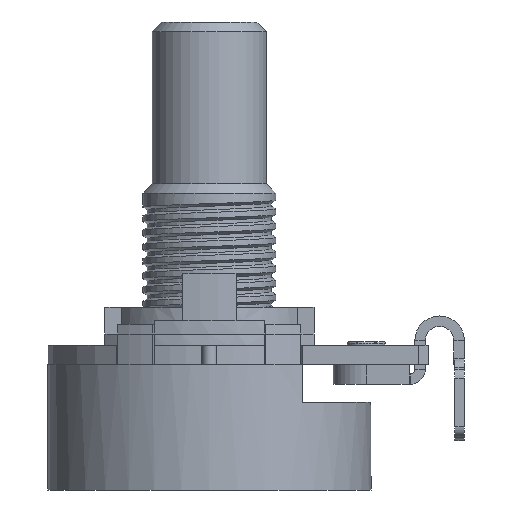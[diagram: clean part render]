
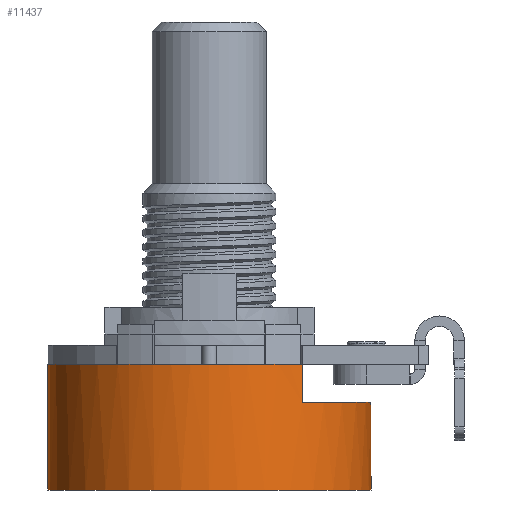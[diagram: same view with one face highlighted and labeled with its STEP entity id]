
A CAD part, left-side view. The second image highlights one B-rep face of the part: STEP entity #11437.
In plain terms, the highlighted cylindrical face has radius 8.5 mm (diameter 17 mm), a full revolution.
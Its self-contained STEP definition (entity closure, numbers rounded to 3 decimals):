
#10244 = VERTEX_POINT('',#10245);
#10245 = CARTESIAN_POINT('',(-7.965,2.969,-1.));
#10685 = EDGE_CURVE('',#10686,#10244,#10688,.T.);
#10686 = VERTEX_POINT('',#10687);
#10687 = CARTESIAN_POINT('',(-7.006,4.814,-1.));
#10688 = CIRCLE('',#10689,8.5);
#10689 = AXIS2_PLACEMENT_3D('',#10690,#10691,#10692);
#10690 = CARTESIAN_POINT('',(0.,0.,-1.));
#10691 = DIRECTION('',(0.,0.,1.));
#10692 = DIRECTION('',(1.,0.,0.));
#10717 = EDGE_CURVE('',#10686,#10718,#10720,.T.);
#10718 = VERTEX_POINT('',#10719);
#10719 = CARTESIAN_POINT('',(7.006,4.814,-1.));
#10720 = CIRCLE('',#10721,8.5);
#10721 = AXIS2_PLACEMENT_3D('',#10722,#10723,#10724);
#10722 = CARTESIAN_POINT('',(0.,0.,-1.));
#10723 = DIRECTION('',(0.,0.,-1.));
#10724 = DIRECTION('',(1.,0.,0.));
#10744 = VERTEX_POINT('',#10745);
#10745 = CARTESIAN_POINT('',(7.965,2.969,-1.));
#10751 = EDGE_CURVE('',#10744,#10752,#10754,.T.);
#10752 = VERTEX_POINT('',#10753);
#10753 = CARTESIAN_POINT('',(8.5,0.,-1.));
#10754 = CIRCLE('',#10755,8.5);
#10755 = AXIS2_PLACEMENT_3D('',#10756,#10757,#10758);
#10756 = CARTESIAN_POINT('',(0.,0.,-1.));
#10757 = DIRECTION('',(0.,0.,-1.));
#10758 = DIRECTION('',(1.,0.,0.));
#10779 = VERTEX_POINT('',#10780);
#10780 = CARTESIAN_POINT('',(-8.5,0.,-1.));
#10787 = EDGE_CURVE('',#10779,#10244,#10788,.T.);
#10788 = CIRCLE('',#10789,8.5);
#10789 = AXIS2_PLACEMENT_3D('',#10790,#10791,#10792);
#10790 = CARTESIAN_POINT('',(0.,0.,-1.));
#10791 = DIRECTION('',(0.,0.,-1.));
#10792 = DIRECTION('',(1.,0.,0.));
#11437 = ADVANCED_FACE('',(#11438),#11544,.T.);
#11438 = FACE_BOUND('',#11439,.T.);
#11439 = EDGE_LOOP('',(#11440,#11451,#11460,#11468,#11477,#11485,#11494,
    #11503,#11510,#11511,#11512,#11513,#11520,#11521,#11529,#11536,
    #11537));
#11440 = ORIENTED_EDGE('',*,*,#11441,.F.);
#11441 = EDGE_CURVE('',#11442,#11444,#11446,.T.);
#11442 = VERTEX_POINT('',#11443);
#11443 = CARTESIAN_POINT('',(7.006,-4.814,-1.));
#11444 = VERTEX_POINT('',#11445);
#11445 = CARTESIAN_POINT('',(7.965,-2.969,-1.));
#11446 = CIRCLE('',#11447,8.5);
#11447 = AXIS2_PLACEMENT_3D('',#11448,#11449,#11450);
#11448 = CARTESIAN_POINT('',(0.,0.,-1.));
#11449 = DIRECTION('',(0.,0.,1.));
#11450 = DIRECTION('',(-1.,0.,0.));
#11451 = ORIENTED_EDGE('',*,*,#11452,.T.);
#11452 = EDGE_CURVE('',#11442,#11453,#11455,.T.);
#11453 = VERTEX_POINT('',#11454);
#11454 = CARTESIAN_POINT('',(6.963,-4.875,-1.));
#11455 = CIRCLE('',#11456,8.5);
#11456 = AXIS2_PLACEMENT_3D('',#11457,#11458,#11459);
#11457 = CARTESIAN_POINT('',(0.,0.,-1.));
#11458 = DIRECTION('',(0.,0.,-1.));
#11459 = DIRECTION('',(1.,0.,0.));
#11460 = ORIENTED_EDGE('',*,*,#11461,.T.);
#11461 = EDGE_CURVE('',#11453,#11462,#11464,.T.);
#11462 = VERTEX_POINT('',#11463);
#11463 = CARTESIAN_POINT('',(6.963,-4.875,-3.));
#11464 = LINE('',#11465,#11466);
#11465 = CARTESIAN_POINT('',(6.963,-4.875,-1.));
#11466 = VECTOR('',#11467,1.);
#11467 = DIRECTION('',(-0.,-0.,-1.));
#11468 = ORIENTED_EDGE('',*,*,#11469,.F.);
#11469 = EDGE_CURVE('',#11470,#11462,#11472,.T.);
#11470 = VERTEX_POINT('',#11471);
#11471 = CARTESIAN_POINT('',(-6.963,-4.875,-3.));
#11472 = CIRCLE('',#11473,8.5);
#11473 = AXIS2_PLACEMENT_3D('',#11474,#11475,#11476);
#11474 = CARTESIAN_POINT('',(0.,0.,-3.));
#11475 = DIRECTION('',(0.,0.,1.));
#11476 = DIRECTION('',(1.,0.,0.));
#11477 = ORIENTED_EDGE('',*,*,#11478,.F.);
#11478 = EDGE_CURVE('',#11479,#11470,#11481,.T.);
#11479 = VERTEX_POINT('',#11480);
#11480 = CARTESIAN_POINT('',(-6.963,-4.875,-1.));
#11481 = LINE('',#11482,#11483);
#11482 = CARTESIAN_POINT('',(-6.963,-4.875,-1.));
#11483 = VECTOR('',#11484,1.);
#11484 = DIRECTION('',(-0.,-0.,-1.));
#11485 = ORIENTED_EDGE('',*,*,#11486,.T.);
#11486 = EDGE_CURVE('',#11479,#11487,#11489,.T.);
#11487 = VERTEX_POINT('',#11488);
#11488 = CARTESIAN_POINT('',(-7.006,-4.814,-1.));
#11489 = CIRCLE('',#11490,8.5);
#11490 = AXIS2_PLACEMENT_3D('',#11491,#11492,#11493);
#11491 = CARTESIAN_POINT('',(0.,0.,-1.));
#11492 = DIRECTION('',(0.,0.,-1.));
#11493 = DIRECTION('',(1.,0.,0.));
#11494 = ORIENTED_EDGE('',*,*,#11495,.T.);
#11495 = EDGE_CURVE('',#11487,#11496,#11498,.T.);
#11496 = VERTEX_POINT('',#11497);
#11497 = CARTESIAN_POINT('',(-7.965,-2.969,-1.));
#11498 = CIRCLE('',#11499,8.5);
#11499 = AXIS2_PLACEMENT_3D('',#11500,#11501,#11502);
#11500 = CARTESIAN_POINT('',(0.,0.,-1.));
#11501 = DIRECTION('',(0.,0.,-1.));
#11502 = DIRECTION('',(1.,0.,0.));
#11503 = ORIENTED_EDGE('',*,*,#11504,.T.);
#11504 = EDGE_CURVE('',#11496,#10779,#11505,.T.);
#11505 = CIRCLE('',#11506,8.5);
#11506 = AXIS2_PLACEMENT_3D('',#11507,#11508,#11509);
#11507 = CARTESIAN_POINT('',(0.,0.,-1.));
#11508 = DIRECTION('',(0.,0.,-1.));
#11509 = DIRECTION('',(1.,0.,0.));
#11510 = ORIENTED_EDGE('',*,*,#10787,.T.);
#11511 = ORIENTED_EDGE('',*,*,#10685,.F.);
#11512 = ORIENTED_EDGE('',*,*,#10717,.T.);
#11513 = ORIENTED_EDGE('',*,*,#11514,.T.);
#11514 = EDGE_CURVE('',#10718,#10744,#11515,.T.);
#11515 = CIRCLE('',#11516,8.5);
#11516 = AXIS2_PLACEMENT_3D('',#11517,#11518,#11519);
#11517 = CARTESIAN_POINT('',(0.,0.,-1.));
#11518 = DIRECTION('',(0.,0.,-1.));
#11519 = DIRECTION('',(-1.,-0.,-0.));
#11520 = ORIENTED_EDGE('',*,*,#10751,.T.);
#11521 = ORIENTED_EDGE('',*,*,#11522,.T.);
#11522 = EDGE_CURVE('',#10752,#11523,#11525,.T.);
#11523 = VERTEX_POINT('',#11524);
#11524 = CARTESIAN_POINT('',(8.5,0.,-7.6));
#11525 = LINE('',#11526,#11527);
#11526 = CARTESIAN_POINT('',(8.5,0.,-1.));
#11527 = VECTOR('',#11528,1.);
#11528 = DIRECTION('',(0.,0.,-1.));
#11529 = ORIENTED_EDGE('',*,*,#11530,.F.);
#11530 = EDGE_CURVE('',#11523,#11523,#11531,.T.);
#11531 = CIRCLE('',#11532,8.5);
#11532 = AXIS2_PLACEMENT_3D('',#11533,#11534,#11535);
#11533 = CARTESIAN_POINT('',(0.,0.,-7.6));
#11534 = DIRECTION('',(0.,0.,-1.));
#11535 = DIRECTION('',(1.,0.,0.));
#11536 = ORIENTED_EDGE('',*,*,#11522,.F.);
#11537 = ORIENTED_EDGE('',*,*,#11538,.T.);
#11538 = EDGE_CURVE('',#10752,#11444,#11539,.T.);
#11539 = CIRCLE('',#11540,8.5);
#11540 = AXIS2_PLACEMENT_3D('',#11541,#11542,#11543);
#11541 = CARTESIAN_POINT('',(0.,0.,-1.));
#11542 = DIRECTION('',(0.,0.,-1.));
#11543 = DIRECTION('',(1.,0.,0.));
#11544 = CYLINDRICAL_SURFACE('',#11545,8.5);
#11545 = AXIS2_PLACEMENT_3D('',#11546,#11547,#11548);
#11546 = CARTESIAN_POINT('',(0.,0.,-1.));
#11547 = DIRECTION('',(0.,0.,1.));
#11548 = DIRECTION('',(1.,0.,0.));
